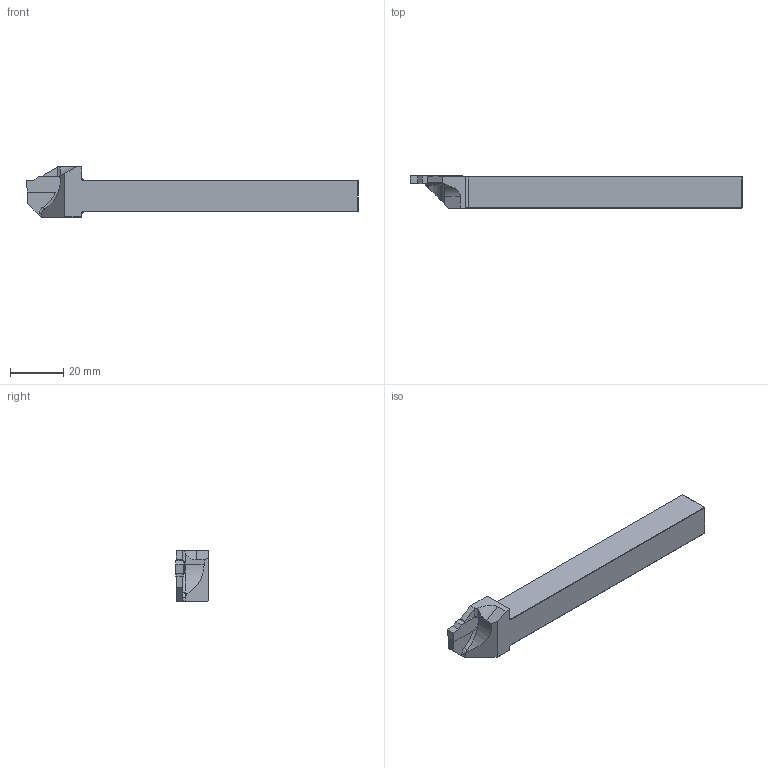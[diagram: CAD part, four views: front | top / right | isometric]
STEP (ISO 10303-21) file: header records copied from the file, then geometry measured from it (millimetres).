
FILE_DESCRIPTION(/* description */ (''),/* implementation_level */ '2;1');
FILE_NAME(/* name */ 'ADKT-TG-L-1212-3-R12-K-S.stp',/* time_stamp */ '2023-10-19T16:57:04+03:00',/* author */ (''),/* organization */ (''),/* preprocessor_version */ 'ST-DEVELOPER v19.4',/* originating_system */ 'SIEMENS PLM Software NX2306.3001',/* authorisation */ '');
FILE_SCHEMA (('AUTOMOTIVE_DESIGN { 1 0 10303 214 3 1 1 1 }'));
Length unit declared in the file: millimetre
Products named in the file (1): ADKT-TG-R -1212-3-R12-K-S_objects
Bounding box: 125 x 12.3 x 19 mm (x, y, z)
Volume: 17448.1 mm3; surface area: 6582.8 mm2
Topology: 2 solids, 2 shells, 62 faces, 151 edges, 93 vertices
Faces by surface type: plane 48, cylinder 8, cone 4, torus 2
Entity records: 1833 total; most frequent: CARTESIAN_POINT 331, ORIENTED_EDGE 302, DIRECTION 301, EDGE_CURVE 151, LINE 121, VECTOR 121, VERTEX_POINT 93, AXIS2_PLACEMENT_3D 90
